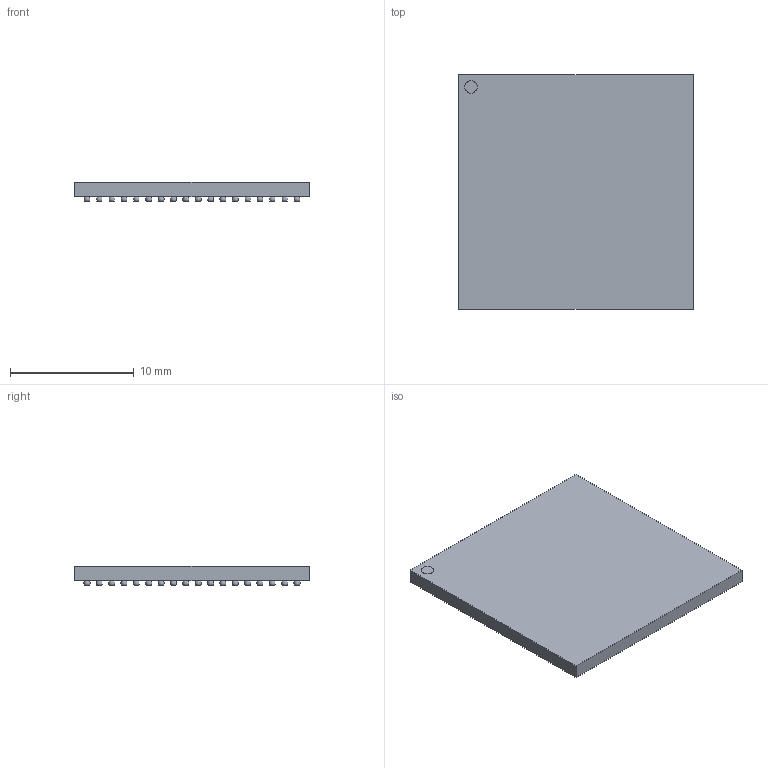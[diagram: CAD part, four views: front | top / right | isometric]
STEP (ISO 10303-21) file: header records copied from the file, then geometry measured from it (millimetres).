
FILE_DESCRIPTION(/* description */ (''),/* implementation_level */ '2;1');
FILE_NAME(/* name */ 'BGA324C100P18X18_1900X1900X155.stp',/* time_stamp */ '2015-03-04T15:51:28+01:00',/* author */ ('admchouv'),/* organization */ (''),/* preprocessor_version */ 'ST-DEVELOPER v15.5',/* originating_system */ 'AutoCAD Mechanical',/* authorisation */ '');
FILE_SCHEMA (('AUTOMOTIVE_DESIGN { 1 0 10303 214 3 1 1 }'));
Length unit declared in the file: millimetre
Products named in the file (1): Product
Bounding box: 19 x 19 x 1.55 mm (x, y, z)
Volume: 435.1 mm3; surface area: 1060.7 mm2
Topology: 326 solids, 326 shells, 983 faces, 1314 edges, 984 vertices
Faces by surface type: plane 657, sphere 324, cylinder 2
Full cylindrical faces by diameter (mm): 1 x2
Entity records: 16160 total; most frequent: DIRECTION 3284, CARTESIAN_POINT 2308, AXIS2_PLACEMENT_3D 1636, ORIENTED_EDGE 1328, EDGE_LOOP 1310, FACE_OUTER_BOUND 983, ADVANCED_FACE 983, EDGE_CURVE 664
